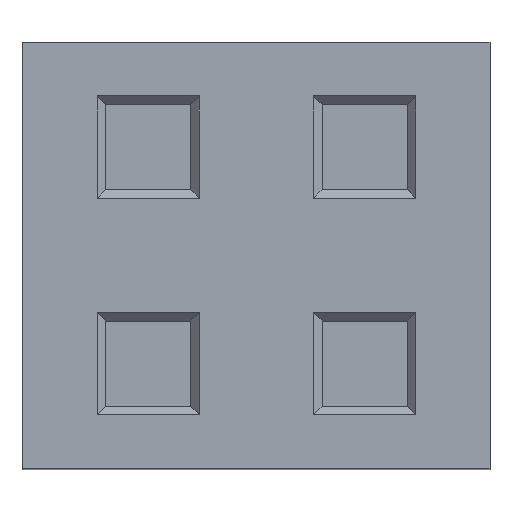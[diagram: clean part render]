
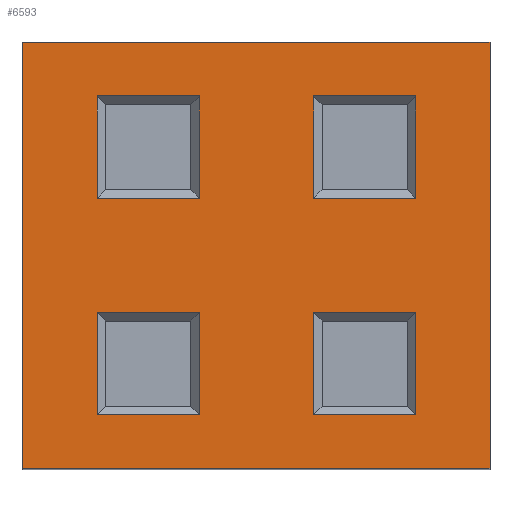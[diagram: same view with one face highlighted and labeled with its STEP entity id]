
A CAD part, top view. The second image highlights one B-rep face of the part: STEP entity #6593.
In plain terms, the highlighted planar face has unit normal (0, 0, 1).
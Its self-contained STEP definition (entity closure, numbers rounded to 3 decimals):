
#386=FACE_BOUND('',#785,.T.);
#387=FACE_BOUND('',#786,.T.);
#388=FACE_BOUND('',#787,.T.);
#389=FACE_BOUND('',#788,.T.);
#404=FACE_OUTER_BOUND('',#784,.T.);
#784=EDGE_LOOP('',(#4430,#4431,#4432,#4433));
#785=EDGE_LOOP('',(#4434,#4435,#4436,#4437));
#786=EDGE_LOOP('',(#4438,#4439,#4440,#4441));
#787=EDGE_LOOP('',(#4442,#4443,#4444,#4445));
#788=EDGE_LOOP('',(#4446,#4447,#4448,#4449));
#1154=LINE('',#8708,#1876);
#1302=LINE('',#9528,#2024);
#1306=LINE('',#9535,#2028);
#1308=LINE('',#9538,#2030);
#1309=LINE('',#9542,#2031);
#1310=LINE('',#9544,#2032);
#1311=LINE('',#9546,#2033);
#1312=LINE('',#9547,#2034);
#1313=LINE('',#9550,#2035);
#1314=LINE('',#9552,#2036);
#1315=LINE('',#9554,#2037);
#1316=LINE('',#9555,#2038);
#1317=LINE('',#9558,#2039);
#1318=LINE('',#9560,#2040);
#1319=LINE('',#9562,#2041);
#1320=LINE('',#9563,#2042);
#1321=LINE('',#9566,#2043);
#1322=LINE('',#9568,#2044);
#1323=LINE('',#9570,#2045);
#1324=LINE('',#9571,#2046);
#1876=VECTOR('',#7316,1.);
#2024=VECTOR('',#7532,1.);
#2028=VECTOR('',#7538,1.);
#2030=VECTOR('',#7542,1.);
#2031=VECTOR('',#7545,1.);
#2032=VECTOR('',#7546,1.);
#2033=VECTOR('',#7547,1.);
#2034=VECTOR('',#7548,1.);
#2035=VECTOR('',#7549,1.);
#2036=VECTOR('',#7550,1.);
#2037=VECTOR('',#7551,1.);
#2038=VECTOR('',#7552,1.);
#2039=VECTOR('',#7553,1.);
#2040=VECTOR('',#7554,1.);
#2041=VECTOR('',#7555,1.);
#2042=VECTOR('',#7556,1.);
#2043=VECTOR('',#7557,1.);
#2044=VECTOR('',#7558,1.);
#2045=VECTOR('',#7559,1.);
#2046=VECTOR('',#7560,1.);
#2598=VERTEX_POINT('',#8705);
#2599=VERTEX_POINT('',#8707);
#2832=VERTEX_POINT('',#9525);
#2833=VERTEX_POINT('',#9527);
#2836=VERTEX_POINT('',#9540);
#2837=VERTEX_POINT('',#9541);
#2838=VERTEX_POINT('',#9543);
#2839=VERTEX_POINT('',#9545);
#2840=VERTEX_POINT('',#9548);
#2841=VERTEX_POINT('',#9549);
#2842=VERTEX_POINT('',#9551);
#2843=VERTEX_POINT('',#9553);
#2844=VERTEX_POINT('',#9556);
#2845=VERTEX_POINT('',#9557);
#2846=VERTEX_POINT('',#9559);
#2847=VERTEX_POINT('',#9561);
#2848=VERTEX_POINT('',#9564);
#2849=VERTEX_POINT('',#9565);
#2850=VERTEX_POINT('',#9567);
#2851=VERTEX_POINT('',#9569);
#3226=EDGE_CURVE('',#2599,#2598,#1154,.T.);
#3464=EDGE_CURVE('',#2833,#2832,#1302,.T.);
#3468=EDGE_CURVE('',#2832,#2599,#1306,.T.);
#3470=EDGE_CURVE('',#2598,#2833,#1308,.T.);
#3471=EDGE_CURVE('',#2836,#2837,#1309,.T.);
#3472=EDGE_CURVE('',#2837,#2838,#1310,.T.);
#3473=EDGE_CURVE('',#2838,#2839,#1311,.T.);
#3474=EDGE_CURVE('',#2839,#2836,#1312,.T.);
#3475=EDGE_CURVE('',#2840,#2841,#1313,.T.);
#3476=EDGE_CURVE('',#2841,#2842,#1314,.T.);
#3477=EDGE_CURVE('',#2842,#2843,#1315,.T.);
#3478=EDGE_CURVE('',#2843,#2840,#1316,.T.);
#3479=EDGE_CURVE('',#2844,#2845,#1317,.T.);
#3480=EDGE_CURVE('',#2845,#2846,#1318,.T.);
#3481=EDGE_CURVE('',#2846,#2847,#1319,.T.);
#3482=EDGE_CURVE('',#2847,#2844,#1320,.T.);
#3483=EDGE_CURVE('',#2848,#2849,#1321,.T.);
#3484=EDGE_CURVE('',#2849,#2850,#1322,.T.);
#3485=EDGE_CURVE('',#2850,#2851,#1323,.T.);
#3486=EDGE_CURVE('',#2851,#2848,#1324,.T.);
#4430=ORIENTED_EDGE('',*,*,#3464,.T.);
#4431=ORIENTED_EDGE('',*,*,#3468,.T.);
#4432=ORIENTED_EDGE('',*,*,#3226,.T.);
#4433=ORIENTED_EDGE('',*,*,#3470,.T.);
#4434=ORIENTED_EDGE('',*,*,#3471,.T.);
#4435=ORIENTED_EDGE('',*,*,#3472,.T.);
#4436=ORIENTED_EDGE('',*,*,#3473,.T.);
#4437=ORIENTED_EDGE('',*,*,#3474,.T.);
#4438=ORIENTED_EDGE('',*,*,#3475,.T.);
#4439=ORIENTED_EDGE('',*,*,#3476,.T.);
#4440=ORIENTED_EDGE('',*,*,#3477,.T.);
#4441=ORIENTED_EDGE('',*,*,#3478,.T.);
#4442=ORIENTED_EDGE('',*,*,#3479,.T.);
#4443=ORIENTED_EDGE('',*,*,#3480,.T.);
#4444=ORIENTED_EDGE('',*,*,#3481,.T.);
#4445=ORIENTED_EDGE('',*,*,#3482,.T.);
#4446=ORIENTED_EDGE('',*,*,#3483,.T.);
#4447=ORIENTED_EDGE('',*,*,#3484,.T.);
#4448=ORIENTED_EDGE('',*,*,#3485,.T.);
#4449=ORIENTED_EDGE('',*,*,#3486,.T.);
#6076=PLANE('',#7009);
#6593=ADVANCED_FACE('',(#404,#386,#387,#388,#389),#6076,.F.);
#7009=AXIS2_PLACEMENT_3D('',#9539,#7543,#7544);
#7316=DIRECTION('',(0.,-1.,0.));
#7532=DIRECTION('',(0.,1.,0.));
#7538=DIRECTION('',(-1.,0.,0.));
#7542=DIRECTION('',(1.,0.,0.));
#7543=DIRECTION('center_axis',(0.,0.,-1.));
#7544=DIRECTION('ref_axis',(-1.,0.,0.));
#7545=DIRECTION('',(-1.,0.,0.));
#7546=DIRECTION('',(0.,1.,0.));
#7547=DIRECTION('',(1.,0.,0.));
#7548=DIRECTION('',(0.,-1.,0.));
#7549=DIRECTION('',(1.,0.,0.));
#7550=DIRECTION('',(0.,-1.,0.));
#7551=DIRECTION('',(-1.,0.,0.));
#7552=DIRECTION('',(0.,1.,0.));
#7553=DIRECTION('',(-1.,0.,0.));
#7554=DIRECTION('',(0.,1.,0.));
#7555=DIRECTION('',(1.,0.,0.));
#7556=DIRECTION('',(0.,-1.,0.));
#7557=DIRECTION('',(1.,0.,0.));
#7558=DIRECTION('',(0.,-1.,0.));
#7559=DIRECTION('',(-1.,0.,0.));
#7560=DIRECTION('',(0.,1.,0.));
#8705=CARTESIAN_POINT('',(-2.74,-2.5,8.7));
#8707=CARTESIAN_POINT('',(-2.74,2.5,8.7));
#8708=CARTESIAN_POINT('',(-2.74,-2.5,8.7));
#9525=CARTESIAN_POINT('',(2.74,2.5,8.7));
#9527=CARTESIAN_POINT('',(2.74,-2.5,8.7));
#9528=CARTESIAN_POINT('',(2.74,-2.5,8.7));
#9535=CARTESIAN_POINT('',(-2.74,2.5,8.7));
#9538=CARTESIAN_POINT('',(-2.74,-2.5,8.7));
#9539=CARTESIAN_POINT('Origin',(0.,0.,8.7));
#9540=CARTESIAN_POINT('',(1.87,-1.87,8.7));
#9541=CARTESIAN_POINT('',(0.67,-1.87,8.7));
#9542=CARTESIAN_POINT('',(0.,-1.87,8.7));
#9543=CARTESIAN_POINT('',(0.67,-0.67,8.7));
#9544=CARTESIAN_POINT('',(0.67,0.,8.7));
#9545=CARTESIAN_POINT('',(1.87,-0.67,8.7));
#9546=CARTESIAN_POINT('',(0.,-0.67,8.7));
#9547=CARTESIAN_POINT('',(1.87,0.,8.7));
#9548=CARTESIAN_POINT('',(0.67,1.87,8.7));
#9549=CARTESIAN_POINT('',(1.87,1.87,8.7));
#9550=CARTESIAN_POINT('',(0.,1.87,8.7));
#9551=CARTESIAN_POINT('',(1.87,0.67,8.7));
#9552=CARTESIAN_POINT('',(1.87,0.,8.7));
#9553=CARTESIAN_POINT('',(0.67,0.67,8.7));
#9554=CARTESIAN_POINT('',(0.,0.67,8.7));
#9555=CARTESIAN_POINT('',(0.67,0.,8.7));
#9556=CARTESIAN_POINT('',(-0.67,-1.87,8.7));
#9557=CARTESIAN_POINT('',(-1.87,-1.87,8.7));
#9558=CARTESIAN_POINT('',(0.,-1.87,8.7));
#9559=CARTESIAN_POINT('',(-1.87,-0.67,8.7));
#9560=CARTESIAN_POINT('',(-1.87,0.,8.7));
#9561=CARTESIAN_POINT('',(-0.67,-0.67,8.7));
#9562=CARTESIAN_POINT('',(0.,-0.67,8.7));
#9563=CARTESIAN_POINT('',(-0.67,0.,8.7));
#9564=CARTESIAN_POINT('',(-1.87,1.87,8.7));
#9565=CARTESIAN_POINT('',(-0.67,1.87,8.7));
#9566=CARTESIAN_POINT('',(0.,1.87,8.7));
#9567=CARTESIAN_POINT('',(-0.67,0.67,8.7));
#9568=CARTESIAN_POINT('',(-0.67,0.,8.7));
#9569=CARTESIAN_POINT('',(-1.87,0.67,8.7));
#9570=CARTESIAN_POINT('',(0.,0.67,8.7));
#9571=CARTESIAN_POINT('',(-1.87,0.,8.7));
